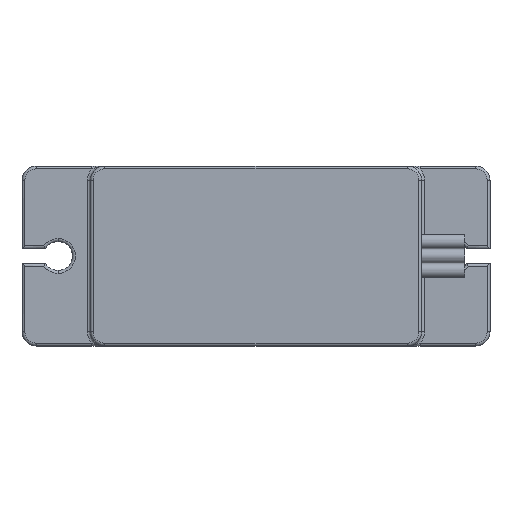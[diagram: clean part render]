
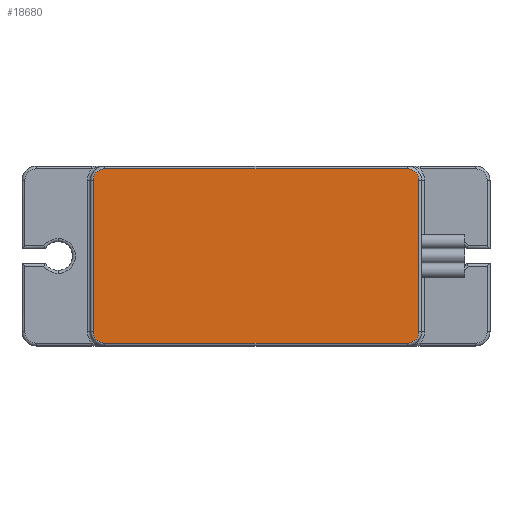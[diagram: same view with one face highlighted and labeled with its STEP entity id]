
A CAD part, front view. The second image highlights one B-rep face of the part: STEP entity #18680.
In plain terms, the highlighted planar face has unit normal (0, -1, 0).
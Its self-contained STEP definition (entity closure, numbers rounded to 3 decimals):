
#385 = ORIENTED_EDGE ( 'NONE', *, *, #3706, .T. ) ;
#962 = LINE ( 'NONE', #15888, #4798 ) ;
#986 = AXIS2_PLACEMENT_3D ( 'NONE', #18485, #15552, #5063 ) ;
#1171 = CIRCLE ( 'NONE', #7038, 0.8 ) ;
#1178 = CIRCLE ( 'NONE', #12005, 0.8 ) ;
#1422 = DIRECTION ( 'NONE',  ( 0., -1., 0. ) ) ;
#1826 = VERTEX_POINT ( 'NONE', #11706 ) ;
#2326 = LINE ( 'NONE', #8216, #14785 ) ;
#2620 = CARTESIAN_POINT ( 'NONE',  ( 10.5, 0., 6.05 ) ) ;
#3264 = VERTEX_POINT ( 'NONE', #9245 ) ;
#3476 = EDGE_LOOP ( 'NONE', ( #4643, #5396, #17704, #10924, #18040, #16973, #385, #5805 ) ) ;
#3555 = VERTEX_POINT ( 'NONE', #18295 ) ;
#3706 = EDGE_CURVE ( 'NONE', #7435, #8532, #12107, .T. ) ;
#4643 = ORIENTED_EDGE ( 'NONE', *, *, #14073, .T. ) ;
#4798 = VECTOR ( 'NONE', #18914, 1000. ) ;
#4799 = AXIS2_PLACEMENT_3D ( 'NONE', #13993, #18301, #6530 ) ;
#4900 = EDGE_CURVE ( 'NONE', #13190, #1826, #962, .T. ) ;
#5013 = CARTESIAN_POINT ( 'NONE',  ( -11.3, 0., 5.25 ) ) ;
#5063 = DIRECTION ( 'NONE',  ( 0., 0., 1. ) ) ;
#5181 = VECTOR ( 'NONE', #15750, 1000. ) ;
#5362 = LINE ( 'NONE', #11549, #5181 ) ;
#5396 = ORIENTED_EDGE ( 'NONE', *, *, #4900, .T. ) ;
#5787 = DIRECTION ( 'NONE',  ( 0., -1., 0. ) ) ;
#5805 = ORIENTED_EDGE ( 'NONE', *, *, #13968, .T. ) ;
#6067 = CARTESIAN_POINT ( 'NONE',  ( -10.5, 0., -5.25 ) ) ;
#6530 = DIRECTION ( 'NONE',  ( 0., 0., 1. ) ) ;
#6653 = CARTESIAN_POINT ( 'NONE',  ( -11.3, 0., -5.25 ) ) ;
#6976 = VERTEX_POINT ( 'NONE', #6653 ) ;
#7038 = AXIS2_PLACEMENT_3D ( 'NONE', #7326, #1422, #15972 ) ;
#7326 = CARTESIAN_POINT ( 'NONE',  ( 10.5, 0., 5.25 ) ) ;
#7435 = VERTEX_POINT ( 'NONE', #8455 ) ;
#7744 = VERTEX_POINT ( 'NONE', #2620 ) ;
#8072 = FACE_OUTER_BOUND ( 'NONE', #3476, .T. ) ;
#8216 = CARTESIAN_POINT ( 'NONE',  ( -11.3, 0., -5.25 ) ) ;
#8455 = CARTESIAN_POINT ( 'NONE',  ( -10.5, 0., 6.05 ) ) ;
#8532 = VERTEX_POINT ( 'NONE', #5013 ) ;
#9245 = CARTESIAN_POINT ( 'NONE',  ( 11.3, 0., -5.25 ) ) ;
#9446 = VECTOR ( 'NONE', #15863, 1000. ) ;
#9857 = DIRECTION ( 'NONE',  ( 0., 0., -1. ) ) ;
#9952 = DIRECTION ( 'NONE',  ( 0., 0., 1. ) ) ;
#10134 = CARTESIAN_POINT ( 'NONE',  ( 10.5, 0., 6.05 ) ) ;
#10156 = CIRCLE ( 'NONE', #16049, 0.8 ) ;
#10924 = ORIENTED_EDGE ( 'NONE', *, *, #15788, .T. ) ;
#11506 = EDGE_CURVE ( 'NONE', #3555, #7744, #1171, .T. ) ;
#11549 = CARTESIAN_POINT ( 'NONE',  ( 11.3, 0., -5.25 ) ) ;
#11706 = CARTESIAN_POINT ( 'NONE',  ( 10.5, 0., -6.05 ) ) ;
#12005 = AXIS2_PLACEMENT_3D ( 'NONE', #15291, #18910, #9952 ) ;
#12107 = CIRCLE ( 'NONE', #986, 0.8 ) ;
#13190 = VERTEX_POINT ( 'NONE', #13454 ) ;
#13454 = CARTESIAN_POINT ( 'NONE',  ( -10.5, 0., -6.05 ) ) ;
#13871 = EDGE_CURVE ( 'NONE', #1826, #3264, #1178, .T. ) ;
#13968 = EDGE_CURVE ( 'NONE', #8532, #6976, #2326, .T. ) ;
#13993 = CARTESIAN_POINT ( 'NONE',  ( 10.5, 0., -5.25 ) ) ;
#14073 = EDGE_CURVE ( 'NONE', #6976, #13190, #10156, .T. ) ;
#14185 = PLANE ( 'NONE',  #4799 ) ;
#14388 = LINE ( 'NONE', #10134, #9446 ) ;
#14505 = DIRECTION ( 'NONE',  ( 0., 0., 1. ) ) ;
#14785 = VECTOR ( 'NONE', #9857, 1000. ) ;
#15291 = CARTESIAN_POINT ( 'NONE',  ( 10.5, 0., -5.25 ) ) ;
#15552 = DIRECTION ( 'NONE',  ( 0., -1., 0. ) ) ;
#15750 = DIRECTION ( 'NONE',  ( 0., 0., 1. ) ) ;
#15788 = EDGE_CURVE ( 'NONE', #3264, #3555, #5362, .T. ) ;
#15863 = DIRECTION ( 'NONE',  ( -1., 0., 0. ) ) ;
#15888 = CARTESIAN_POINT ( 'NONE',  ( 10.5, 0., -6.05 ) ) ;
#15972 = DIRECTION ( 'NONE',  ( 0., 0., 1. ) ) ;
#16049 = AXIS2_PLACEMENT_3D ( 'NONE', #6067, #5787, #14505 ) ;
#16973 = ORIENTED_EDGE ( 'NONE', *, *, #18557, .T. ) ;
#17704 = ORIENTED_EDGE ( 'NONE', *, *, #13871, .T. ) ;
#18040 = ORIENTED_EDGE ( 'NONE', *, *, #11506, .T. ) ;
#18295 = CARTESIAN_POINT ( 'NONE',  ( 11.3, 0., 5.25 ) ) ;
#18301 = DIRECTION ( 'NONE',  ( 0., 1., 0. ) ) ;
#18485 = CARTESIAN_POINT ( 'NONE',  ( -10.5, 0., 5.25 ) ) ;
#18557 = EDGE_CURVE ( 'NONE', #7744, #7435, #14388, .T. ) ;
#18680 = ADVANCED_FACE ( 'NONE', ( #8072 ), #14185, .F. ) ;
#18910 = DIRECTION ( 'NONE',  ( 0., -1., 0. ) ) ;
#18914 = DIRECTION ( 'NONE',  ( 1., 0., 0. ) ) ;
